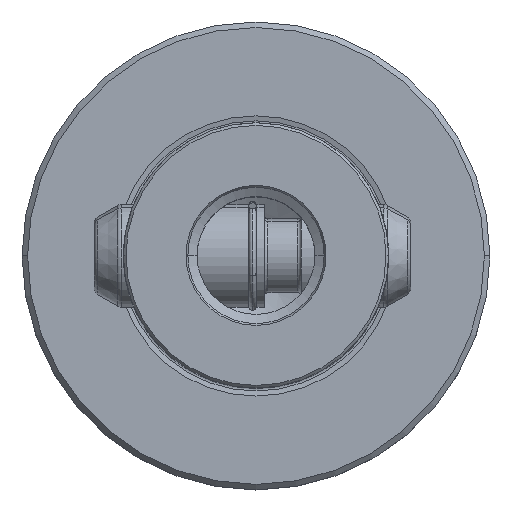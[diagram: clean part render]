
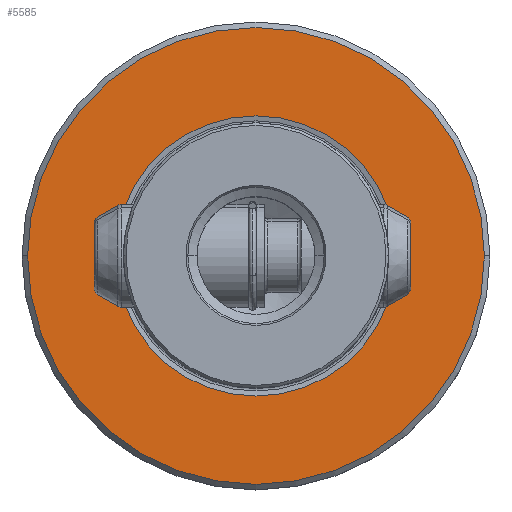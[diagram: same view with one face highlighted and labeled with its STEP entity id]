
A CAD part, top view. The second image highlights one B-rep face of the part: STEP entity #5585.
In plain terms, the highlighted planar face has unit normal (0, 0, 1).
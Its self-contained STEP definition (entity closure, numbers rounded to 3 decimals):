
#2081=EDGE_CURVE('NONE',#5181,#5591,#6076,.T.);
#2183=VERTEX_POINT('NONE',#6196);
#3063=EDGE_CURVE('NONE',#5591,#5181,#7150,.F.);
#3983=EDGE_CURVE('NONE',#5373,#2183,#8175,.T.);
#4581=EDGE_CURVE('NONE',#2183,#5373,#8841,.T.);
#5181=VERTEX_POINT('NONE',#9503);
#5373=VERTEX_POINT('NONE',#9723);
#5585=ADVANCED_FACE('NONE',(#9956,#9957),#9958,.T.);
#5591=VERTEX_POINT('NONE',#9964);
#6076=CIRCLE('',#10551,19.012);
#6196=CARTESIAN_POINT('',(31.0,0.,0.0));
#7150=CIRCLE('',#18548,19.012);
#8175=CIRCLE('',#32360,31.0);
#8841=CIRCLE('',#35615,31.0);
#9503=CARTESIAN_POINT('',(19.012,0.,0.0));
#9723=CARTESIAN_POINT('',(-31.0,0.,0.0));
#9956=FACE_OUTER_BOUND('',#56136,.T.);
#9957=FACE_BOUND('',#56137,.T.);
#9958=PLANE('',#56138);
#9964=CARTESIAN_POINT('',(-19.012,0.,0.0));
#10551=AXIS2_PLACEMENT_3D('',#64351,#64352,#64353);
#18548=AXIS2_PLACEMENT_3D('',#65593,#65594,#65595);
#32360=AXIS2_PLACEMENT_3D('',#66805,#66806,#66807);
#35615=AXIS2_PLACEMENT_3D('',#67564,#67565,#67566);
#56136=EDGE_LOOP('',(#68843,#68844));
#56137=EDGE_LOOP('',(#68845,#68846));
#56138=AXIS2_PLACEMENT_3D('',#68847,#68848,#68849);
#64351=CARTESIAN_POINT('',(0.0,0.0,0.0));
#64352=DIRECTION('',(-0.0,0.0,1.0));
#64353=DIRECTION('',(1.0,0.,0.0));
#65593=CARTESIAN_POINT('',(0.0,0.0,0.0));
#65594=DIRECTION('',(0.0,0.0,-1.0));
#65595=DIRECTION('',(1.0,0.,0.0));
#66805=CARTESIAN_POINT('',(0.0,0.0,0.0));
#66806=DIRECTION('',(0.0,0.0,-1.0));
#66807=DIRECTION('',(-1.0,0.,0.0));
#67564=CARTESIAN_POINT('',(0.0,0.0,0.0));
#67565=DIRECTION('',(0.0,0.0,-1.0));
#67566=DIRECTION('',(-1.0,0.,0.0));
#68843=ORIENTED_EDGE('',*,*,#3983,.F.);
#68844=ORIENTED_EDGE('',*,*,#4581,.F.);
#68845=ORIENTED_EDGE('',*,*,#2081,.F.);
#68846=ORIENTED_EDGE('',*,*,#3063,.F.);
#68847=CARTESIAN_POINT('',(-18.0,0.0,0.0));
#68848=DIRECTION('',(-0.0,0.0,1.0));
#68849=DIRECTION('',(0.0,1.0,0.0));
